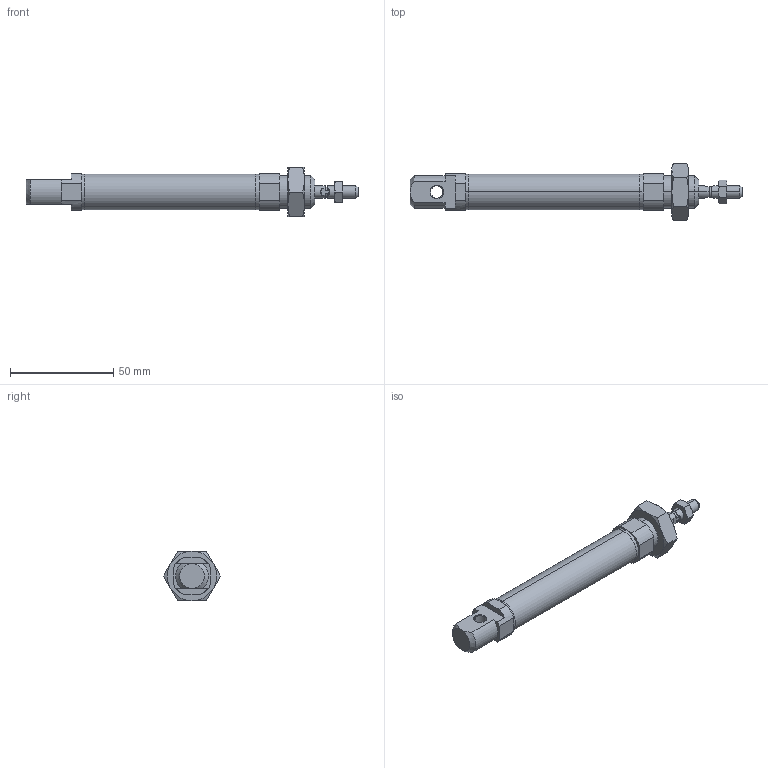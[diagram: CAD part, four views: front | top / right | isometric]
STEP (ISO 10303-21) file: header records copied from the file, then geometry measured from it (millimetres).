
FILE_DESCRIPTION (( 'STEP AP203' ), '1' );
FILE_NAME ('1120160050XP.step', '2025-05-29T12:42:35', ( '' ), ( '' ), 'SwSTEP 2.0', 'SolidWorks 2024', '' );
FILE_SCHEMA (( 'CONFIG_CONTROL_DESIGN' ));
Length unit declared in the file: millimetre
Products named in the file (3): 1120160050XP; 1120160050XP_ROD; 1120160050XP_BODY
Assembly tree (2 placements, depth 2):
  1120160050XP
    1120160050XP_BODY
    1120160050XP_ROD
Bounding box: 161 x 27.71 x 24 mm (x, y, z)
Volume: 25924.2 mm3; surface area: 19829.6 mm2
Topology: 6 solids, 6 shells, 146 faces, 335 edges, 208 vertices
Faces by surface type: plane 55, cone 46, cylinder 45
Entity records: 4616 total; most frequent: CARTESIAN_POINT 996, DIRECTION 721, ORIENTED_EDGE 670, EDGE_CURVE 335, AXIS2_PLACEMENT_3D 293, VERTEX_POINT 208, EDGE_LOOP 165, ADVANCED_FACE 146
